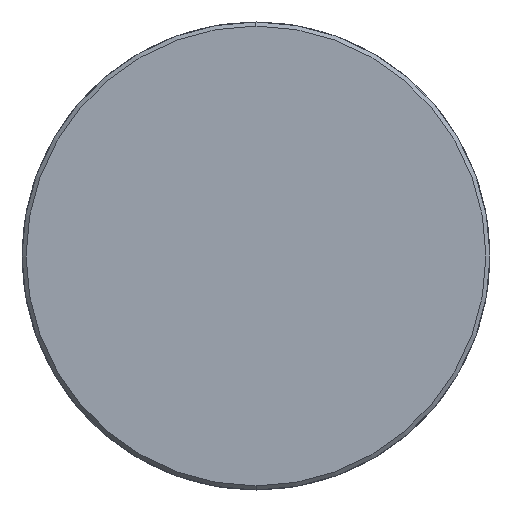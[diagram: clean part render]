
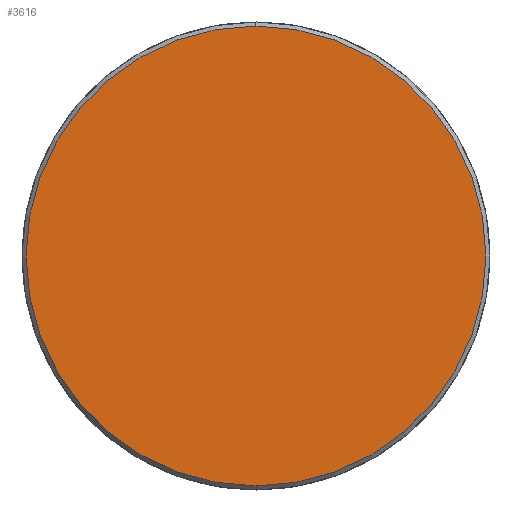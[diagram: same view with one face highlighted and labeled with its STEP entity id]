
A CAD part, left-side view. The second image highlights one B-rep face of the part: STEP entity #3616.
In plain terms, the highlighted planar face has unit normal (-1, 0, 0).
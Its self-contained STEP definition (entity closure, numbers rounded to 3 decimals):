
#238 = FACE_OUTER_BOUND ( 'NONE', #3102, .T. ) ;
#679 = EDGE_CURVE ( 'NONE', #3085, #2844, #3666, .T. ) ;
#877 = CIRCLE ( 'NONE', #947, 140.5 ) ;
#897 = ORIENTED_EDGE ( 'NONE', *, *, #679, .T. ) ;
#947 = AXIS2_PLACEMENT_3D ( 'NONE', #3121, #3394, #4000 ) ;
#1073 = ORIENTED_EDGE ( 'NONE', *, *, #3195, .T. ) ;
#1243 = CARTESIAN_POINT ( 'NONE',  ( -331.1, 0., -140.5 ) ) ;
#1333 = PLANE ( 'NONE',  #2492 ) ;
#1566 = CARTESIAN_POINT ( 'NONE',  ( -331.1, 0., 140.5 ) ) ;
#1688 = AXIS2_PLACEMENT_3D ( 'NONE', #3404, #3703, #4011 ) ;
#2492 = AXIS2_PLACEMENT_3D ( 'NONE', #3534, #2890, #2552 ) ;
#2552 = DIRECTION ( 'NONE',  ( 0., 0., -1. ) ) ;
#2844 = VERTEX_POINT ( 'NONE', #1566 ) ;
#2890 = DIRECTION ( 'NONE',  ( 1., 0., 0. ) ) ;
#3085 = VERTEX_POINT ( 'NONE', #1243 ) ;
#3102 = EDGE_LOOP ( 'NONE', ( #897, #1073 ) ) ;
#3121 = CARTESIAN_POINT ( 'NONE',  ( -331.1, 0., 0. ) ) ;
#3195 = EDGE_CURVE ( 'NONE', #2844, #3085, #877, .T. ) ;
#3394 = DIRECTION ( 'NONE',  ( -1., 0., 0. ) ) ;
#3404 = CARTESIAN_POINT ( 'NONE',  ( -331.1, 0., 0. ) ) ;
#3534 = CARTESIAN_POINT ( 'NONE',  ( -331.1, -142.186, 142.186 ) ) ;
#3616 = ADVANCED_FACE ( 'NONE', ( #238 ), #1333, .F. ) ;
#3666 = CIRCLE ( 'NONE', #1688, 140.5 ) ;
#3703 = DIRECTION ( 'NONE',  ( -1., 0., 0. ) ) ;
#4000 = DIRECTION ( 'NONE',  ( 0., 0., -1. ) ) ;
#4011 = DIRECTION ( 'NONE',  ( 0., 0., -1. ) ) ;
